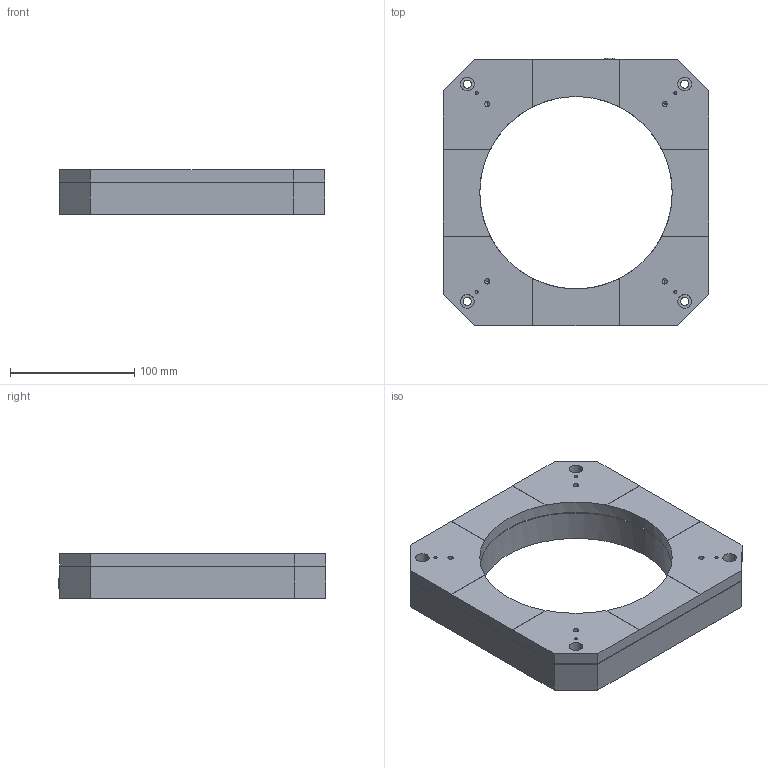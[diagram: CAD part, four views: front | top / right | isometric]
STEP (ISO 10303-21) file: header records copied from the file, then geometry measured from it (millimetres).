
FILE_DESCRIPTION (( 'STEP AP214' ), '1' );
FILE_NAME ('20185压电扫描台三维外形尺寸图（21.07.08）.STEP', '2022-07-25T03:30:56', ( 'Sky123.Org' ), ( 'Sky123.Org' ), 'SwSTEP 2.0', 'SolidWorks 2016', '' );
FILE_SCHEMA (( 'AUTOMOTIVE_DESIGN' ));
Length unit declared in the file: millimetre
Products named in the file (1): 20185压电扫描台三维外形尺寸图（21.07.08）
Bounding box: 214 x 215.2 x 36 mm (x, y, z)
Volume: 897601.2 mm3; surface area: 153795.6 mm2
Topology: 3 solids, 3 shells, 197 faces, 500 edges, 316 vertices
Faces by surface type: plane 92, cylinder 77, cone 28
Entity records: 6210 total; most frequent: CARTESIAN_POINT 1098, DIRECTION 1034, ORIENTED_EDGE 952, EDGE_CURVE 476, AXIS2_PLACEMENT_3D 372, VERTEX_POINT 316, LINE 290, VECTOR 290
